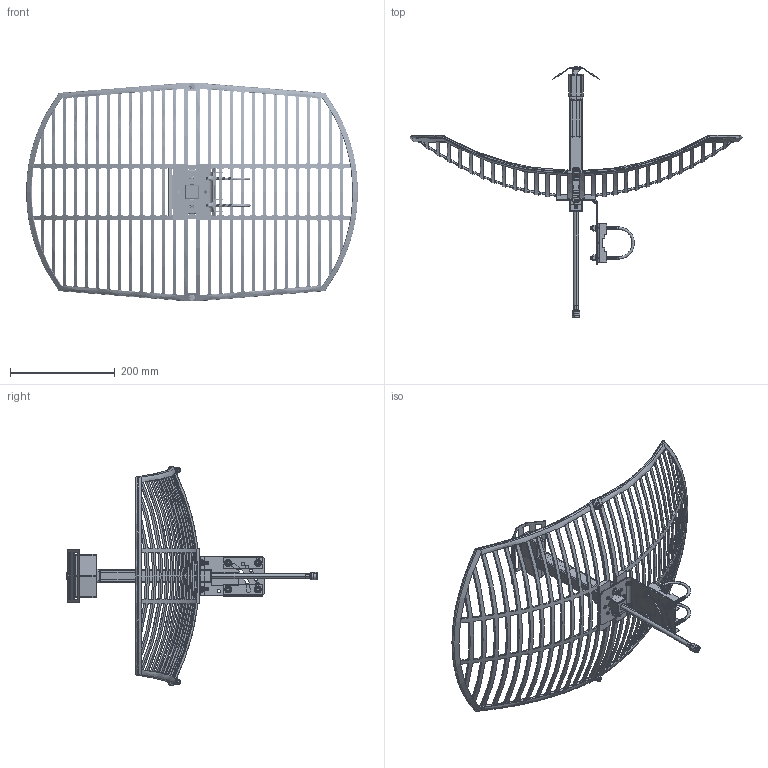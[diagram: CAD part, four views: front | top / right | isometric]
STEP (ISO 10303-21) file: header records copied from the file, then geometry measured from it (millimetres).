
FILE_DESCRIPTION (( 'STEP AP214' ), '1' );
FILE_NAME ('HG2420EG-1-TM_3D.STEP', '2021-04-12T15:52:13', ( '' ), ( '' ), 'SwSTEP 2.0', 'SolidWorks 2020', '' );
FILE_SCHEMA (( 'AUTOMOTIVE_DESIGN' ));
Length unit declared in the file: inch
Products named in the file (26): DIANPIAN_3; HM6X20; 2400A2_ASM; 2400A_04; 2400A_15; JM_TA_02; PA3X10; HM6X30; JM_TA_01; JM_TA_03; 2400A_03; DIANPIAN_6X13X1; JM_TA_ASM; DIANLAN-72; 2400A_01; AL25X210; 2400A_02; BAC504; TANJIE_6; CHOUXINMAODING_4X16; HG2420EG-1-TM_3D; W24GP0620_01; LUOMU_M6; DIANPIAN_6; N-K7; TANJIE_3
Assembly tree (57 placements, depth 3):
  HG2420EG-1-TM_3D
    W24GP0620_01  x2
    2400A2_ASM
      AL25X210
      2400A_15  x2
      2400A_04
      2400A_02
      2400A_03
      2400A_01
      DIANPIAN_3
      TANJIE_3
      PA3X10
      CHOUXINMAODING_4X16  x4
      DIANLAN-72
    JM_TA_ASM
      JM_TA_01
      JM_TA_02  x2
      JM_TA_03  x2
      DIANPIAN_6X13X1  x4
      TANJIE_6  x4
      LUOMU_M6  x4
    DIANPIAN_6  x8
    TANJIE_6  x4
    LUOMU_M6  x4
    HM6X30  x2
    HM6X20  x2
    BAC504
  N-K7
Bounding box: 635.31 x 482.2 x 418.81 mm (x, y, z)
Volume: 574300.8 mm3; surface area: 480885.5 mm2
Topology: 55 solids, 55 shells, 2874 faces, 7958 edges, 5102 vertices
Faces by surface type: cylinder 1245, plane 1003, bspline 480, cone 144, torus 2
Entity records: 111277 total; most frequent: CARTESIAN_POINT 73352, ORIENTED_EDGE 8722, DIRECTION 5726, EDGE_CURVE 4361, VERTEX_POINT 2803, AXIS2_PLACEMENT_3D 1924, LINE 1878, VECTOR 1878
